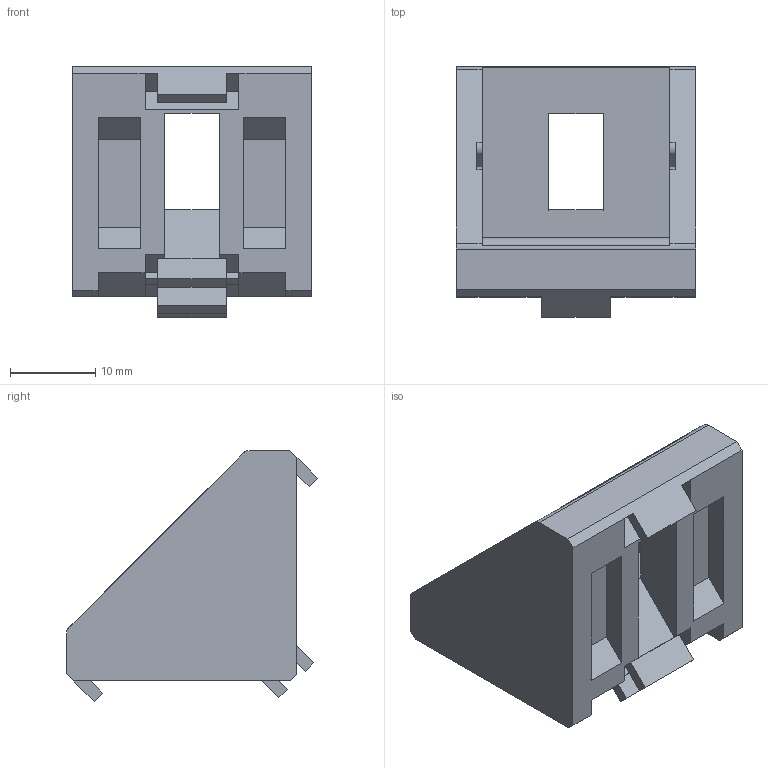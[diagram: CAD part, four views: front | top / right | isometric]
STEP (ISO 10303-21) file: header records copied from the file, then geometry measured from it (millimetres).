
FILE_DESCRIPTION( ( 'STEP AP203' ), '1' );
FILE_NAME( '14073.stp', '2022-02-13T03:52:37', ( 'License CC BY-ND 4.0' ), ( 'CADENAS' ), ' ', 'PARTsolutions', ' ' );
FILE_SCHEMA( ( 'CONFIG_CONTROL_DESIGN' ) );
Length unit declared in the file: millimetre
Products named in the file (1): _14073
Bounding box: 28 x 29.4 x 29.4 mm (x, y, z)
Volume: 7492.9 mm3; surface area: 5142.4 mm2
Topology: 1 solids, 1 shells, 96 faces, 266 edges, 176 vertices
Faces by surface type: plane 87, cylinder 9
Entity records: 3072 total; most frequent: CARTESIAN_POINT 539, ORIENTED_EDGE 532, DIRECTION 482, EDGE_CURVE 266, LINE 244, VECTOR 244, VERTEX_POINT 176, AXIS2_PLACEMENT_3D 119
